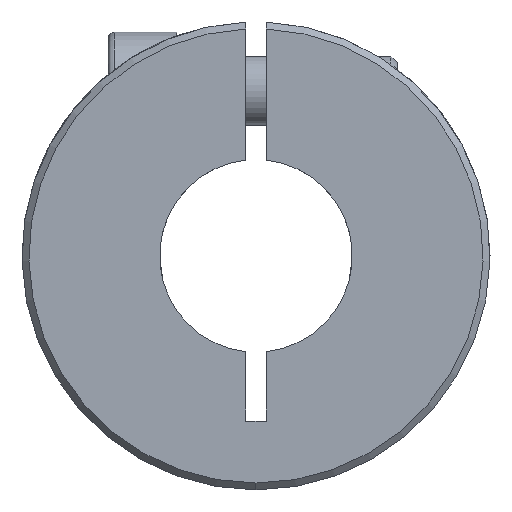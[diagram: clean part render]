
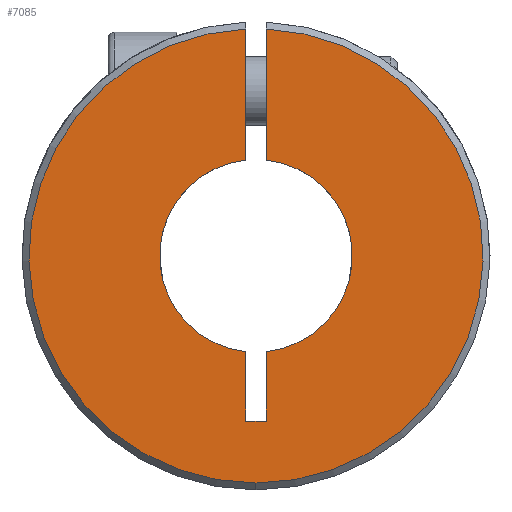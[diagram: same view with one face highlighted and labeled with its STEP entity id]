
A CAD part, left-side view. The second image highlights one B-rep face of the part: STEP entity #7085.
In plain terms, the highlighted planar face has unit normal (-1, 0, 0).
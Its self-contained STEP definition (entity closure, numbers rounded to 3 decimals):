
#21 = DIRECTION ( 'NONE',  ( -1., 0., 0. ) ) ;
#246 = PLANE ( 'NONE',  #759 ) ;
#352 = VERTEX_POINT ( 'NONE', #3590 ) ;
#513 = EDGE_CURVE ( 'NONE', #1275, #2382, #1142, .T. ) ;
#578 = ORIENTED_EDGE ( 'NONE', *, *, #2376, .T. ) ;
#619 = DIRECTION ( 'NONE',  ( 0., 0., -1. ) ) ;
#635 = CARTESIAN_POINT ( 'NONE',  ( -25., 0.75, -12. ) ) ;
#759 = AXIS2_PLACEMENT_3D ( 'NONE', #5752, #2485, #5832 ) ;
#816 = ORIENTED_EDGE ( 'NONE', *, *, #4784, .F. ) ;
#869 = ORIENTED_EDGE ( 'NONE', *, *, #2034, .T. ) ;
#907 = LINE ( 'NONE', #2585, #3044 ) ;
#1117 = DIRECTION ( 'NONE',  ( 0., 0., -1. ) ) ;
#1142 = CIRCLE ( 'NONE', #2309, 7. ) ;
#1145 = DIRECTION ( 'NONE',  ( 0., 0., 1. ) ) ;
#1244 = DIRECTION ( 'NONE',  ( -1., 0., 0. ) ) ;
#1270 = CARTESIAN_POINT ( 'NONE',  ( -25., 0., 0. ) ) ;
#1275 = VERTEX_POINT ( 'NONE', #5402 ) ;
#1309 = LINE ( 'NONE', #4811, #3668 ) ;
#1399 = VERTEX_POINT ( 'NONE', #6068 ) ;
#1456 = CIRCLE ( 'NONE', #5793, 7. ) ;
#1480 = CARTESIAN_POINT ( 'NONE',  ( -25., -0.75, -12. ) ) ;
#1566 = AXIS2_PLACEMENT_3D ( 'NONE', #3383, #21, #619 ) ;
#1969 = DIRECTION ( 'NONE',  ( 0., 0., 1. ) ) ;
#2029 = CARTESIAN_POINT ( 'NONE',  ( -25., 0.75, -12. ) ) ;
#2034 = EDGE_CURVE ( 'NONE', #7127, #352, #2148, .T. ) ;
#2097 = ORIENTED_EDGE ( 'NONE', *, *, #3808, .T. ) ;
#2148 = CIRCLE ( 'NONE', #1566, 16.5 ) ;
#2309 = AXIS2_PLACEMENT_3D ( 'NONE', #4100, #1244, #2989 ) ;
#2376 = EDGE_CURVE ( 'NONE', #5904, #1399, #6981, .T. ) ;
#2382 = VERTEX_POINT ( 'NONE', #6438 ) ;
#2485 = DIRECTION ( 'NONE',  ( 1., 0., 0. ) ) ;
#2585 = CARTESIAN_POINT ( 'NONE',  ( -25., -0.75, -12. ) ) ;
#2590 = DIRECTION ( 'NONE',  ( 0., 1., 0. ) ) ;
#2616 = DIRECTION ( 'NONE',  ( 0., 0., 1. ) ) ;
#2959 = FACE_OUTER_BOUND ( 'NONE', #4845, .T. ) ;
#2964 = EDGE_CURVE ( 'NONE', #4930, #5904, #1309, .T. ) ;
#2989 = DIRECTION ( 'NONE',  ( 0., 0., 1. ) ) ;
#3044 = VECTOR ( 'NONE', #5963, 1000. ) ;
#3218 = AXIS2_PLACEMENT_3D ( 'NONE', #7245, #4363, #1117 ) ;
#3334 = CIRCLE ( 'NONE', #3218, 16.5 ) ;
#3374 = CARTESIAN_POINT ( 'NONE',  ( -25., 0.75, 6.96 ) ) ;
#3383 = CARTESIAN_POINT ( 'NONE',  ( -25., 0., 0. ) ) ;
#3590 = CARTESIAN_POINT ( 'NONE',  ( -25., -0.75, 16.483 ) ) ;
#3668 = VECTOR ( 'NONE', #2590, 1000. ) ;
#3808 = EDGE_CURVE ( 'NONE', #5576, #4850, #3886, .T. ) ;
#3886 = LINE ( 'NONE', #635, #7109 ) ;
#4011 = VECTOR ( 'NONE', #2616, 1000. ) ;
#4086 = ORIENTED_EDGE ( 'NONE', *, *, #6596, .F. ) ;
#4100 = CARTESIAN_POINT ( 'NONE',  ( -25., 0., 0. ) ) ;
#4165 = EDGE_CURVE ( 'NONE', #4850, #7127, #3334, .T. ) ;
#4256 = LINE ( 'NONE', #1480, #4011 ) ;
#4360 = VECTOR ( 'NONE', #1969, 1000. ) ;
#4363 = DIRECTION ( 'NONE',  ( -1., 0., 0. ) ) ;
#4784 = EDGE_CURVE ( 'NONE', #2382, #352, #907, .T. ) ;
#4811 = CARTESIAN_POINT ( 'NONE',  ( -25., -0.75, -12. ) ) ;
#4845 = EDGE_LOOP ( 'NONE', ( #2097, #6357, #869, #816, #5379, #4086, #5608, #578, #6287 ) ) ;
#4850 = VERTEX_POINT ( 'NONE', #5069 ) ;
#4898 = CARTESIAN_POINT ( 'NONE',  ( -25., -0.75, -12. ) ) ;
#4930 = VERTEX_POINT ( 'NONE', #4898 ) ;
#4964 = DIRECTION ( 'NONE',  ( -1., 0., 0. ) ) ;
#5069 = CARTESIAN_POINT ( 'NONE',  ( -25., 0.75, 16.483 ) ) ;
#5379 = ORIENTED_EDGE ( 'NONE', *, *, #513, .F. ) ;
#5402 = CARTESIAN_POINT ( 'NONE',  ( -25., -0.75, -6.96 ) ) ;
#5576 = VERTEX_POINT ( 'NONE', #3374 ) ;
#5608 = ORIENTED_EDGE ( 'NONE', *, *, #2964, .T. ) ;
#5752 = CARTESIAN_POINT ( 'NONE',  ( -25., 7., 0. ) ) ;
#5793 = AXIS2_PLACEMENT_3D ( 'NONE', #1270, #4964, #7178 ) ;
#5832 = DIRECTION ( 'NONE',  ( 0., 0., -1. ) ) ;
#5904 = VERTEX_POINT ( 'NONE', #6734 ) ;
#5963 = DIRECTION ( 'NONE',  ( 0., 0., 1. ) ) ;
#6005 = CARTESIAN_POINT ( 'NONE',  ( -25., 0., -16.5 ) ) ;
#6068 = CARTESIAN_POINT ( 'NONE',  ( -25., 0.75, -6.96 ) ) ;
#6287 = ORIENTED_EDGE ( 'NONE', *, *, #7191, .F. ) ;
#6357 = ORIENTED_EDGE ( 'NONE', *, *, #4165, .T. ) ;
#6438 = CARTESIAN_POINT ( 'NONE',  ( -25., -0.75, 6.96 ) ) ;
#6596 = EDGE_CURVE ( 'NONE', #4930, #1275, #4256, .T. ) ;
#6734 = CARTESIAN_POINT ( 'NONE',  ( -25., 0.75, -12. ) ) ;
#6981 = LINE ( 'NONE', #2029, #4360 ) ;
#7085 = ADVANCED_FACE ( 'NONE', ( #2959 ), #246, .F. ) ;
#7109 = VECTOR ( 'NONE', #1145, 1000. ) ;
#7127 = VERTEX_POINT ( 'NONE', #6005 ) ;
#7178 = DIRECTION ( 'NONE',  ( 0., 0., 1. ) ) ;
#7191 = EDGE_CURVE ( 'NONE', #5576, #1399, #1456, .T. ) ;
#7245 = CARTESIAN_POINT ( 'NONE',  ( -25., 0., 0. ) ) ;
